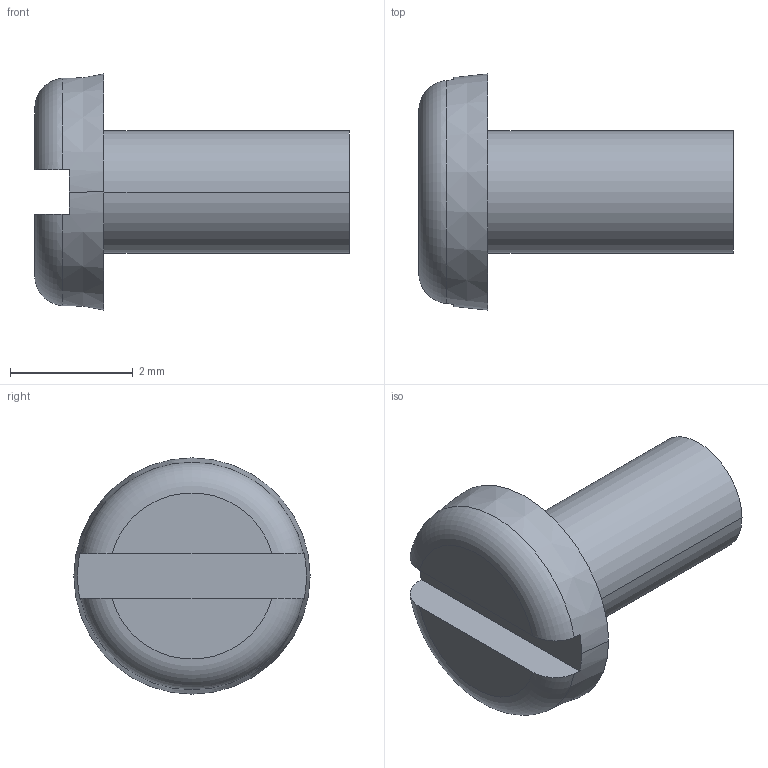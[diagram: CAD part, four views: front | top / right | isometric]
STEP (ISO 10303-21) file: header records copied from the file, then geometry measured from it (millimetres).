
FILE_DESCRIPTION (( 'STEP AP214' ), '1' );
FILE_NAME ('User Library-m2-m6 slotted pan head screw bs4183 - brass.STEP', '2020-11-27T15:35:52', ( '' ), ( '' ), 'SwSTEP 2.0', 'SolidWorks 2020', '' );
FILE_SCHEMA (( 'AUTOMOTIVE_DESIGN' ));
Length unit declared in the file: millimetre
Products named in the file (1): User Library-m2-m6 slotted pan head screw bs4183 - brass
Bounding box: 5.13 x 3.85 x 3.85 mm (x, y, z)
Volume: 23 mm3; surface area: 61.7 mm2
Topology: 1 solids, 1 shells, 13 faces, 30 edges, 20 vertices
Faces by surface type: plane 7, cylinder 2, cone 2, torus 2
Entity records: 440 total; most frequent: CARTESIAN_POINT 108, DIRECTION 64, ORIENTED_EDGE 60, EDGE_CURVE 30, AXIS2_PLACEMENT_3D 28, VERTEX_POINT 20, EDGE_LOOP 14, CIRCLE 14
